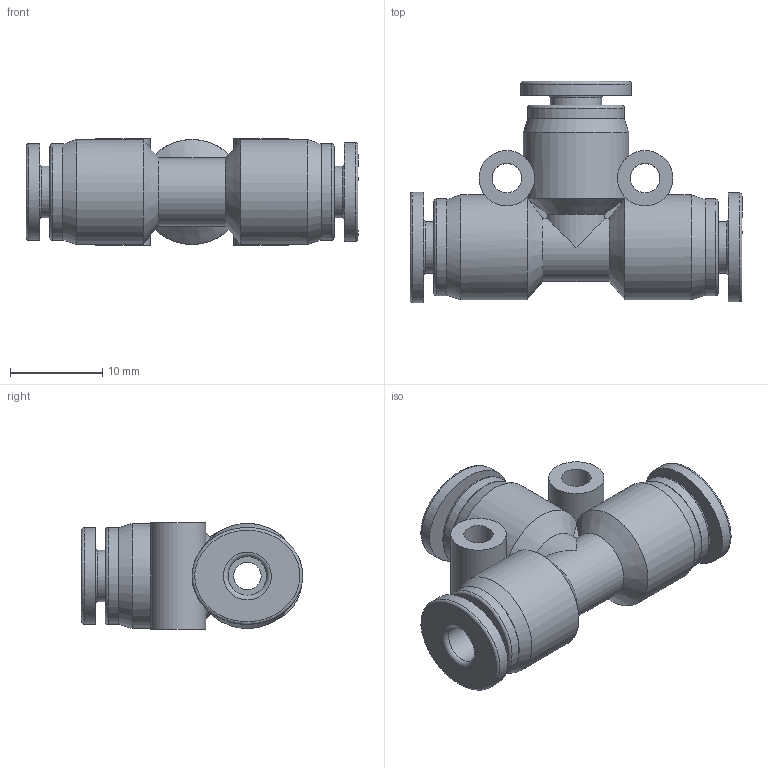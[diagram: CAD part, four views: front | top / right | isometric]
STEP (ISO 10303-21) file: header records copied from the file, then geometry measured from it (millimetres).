
FILE_DESCRIPTION (( 'STEP AP214' ), '1' );
FILE_NAME ('PE 04.STEP', '2024-11-19T14:01:24', ( '' ), ( '' ), 'SwSTEP 2.0', 'SolidWorks 2020', '' );
FILE_SCHEMA (( 'AUTOMOTIVE_DESIGN' ));
Length unit declared in the file: millimetre
Products named in the file (2): PE 04; PE04^PE 04_STEP蚾饜极_足__“__
Assembly tree (1 placements, depth 2):
  PE 04
    PE04^PE 04_STEP蚾饜极_足__“__
Bounding box: 36 x 24 x 11.6 mm (x, y, z)
Volume: 3924 mm3; surface area: 3451 mm2
Topology: 1 solids, 1 shells, 70 faces, 158 edges, 103 vertices
Faces by surface type: plane 27, cylinder 21, torus 9, cone 7, bspline 6
Full cylindrical faces by diameter (mm): 3 x2, 3.2 x2, 4.2 x3, 5.6 x3, 6 x2, 10.5 x3, 11.4 x3
Entity records: 3534 total; most frequent: CARTESIAN_POINT 1672, DIRECTION 264, ORIENTED_EDGE 214, EDGE_LOOP 128, AXIS2_PLACEMENT_3D 124, EDGE_CURVE 107, FACE_OUTER_BOUND 103, VERTEX_POINT 89
